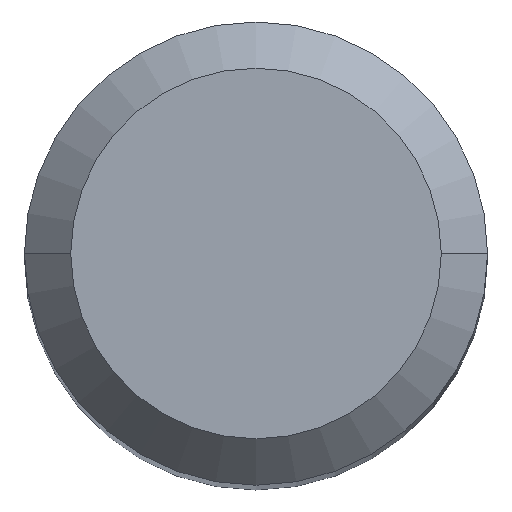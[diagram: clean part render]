
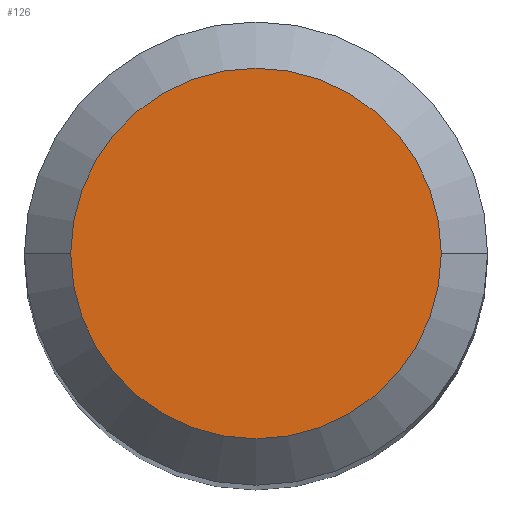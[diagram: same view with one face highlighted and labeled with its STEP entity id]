
A CAD part, top view. The second image highlights one B-rep face of the part: STEP entity #126.
In plain terms, the highlighted planar face has unit normal (0, 0, 1).
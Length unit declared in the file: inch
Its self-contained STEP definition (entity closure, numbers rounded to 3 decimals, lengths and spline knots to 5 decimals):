
#6 = PLANE ( 'NONE',  #37 ) ;
#11 = DIRECTION ( 'NONE',  ( -1., 0., 0. ) ) ;
#29 = EDGE_CURVE ( 'NONE', #446, #317, #469, .T. ) ;
#37 = AXIS2_PLACEMENT_3D ( 'NONE', #231, #77, #11 ) ;
#74 = DIRECTION ( 'NONE',  ( 0., 0., 1. ) ) ;
#77 = DIRECTION ( 'NONE',  ( 0., 0., -1. ) ) ;
#111 = CARTESIAN_POINT ( 'NONE',  ( 0., 0., 0. ) ) ;
#126 = ADVANCED_FACE ( 'NONE', ( #347 ), #6, .F. ) ;
#169 = ORIENTED_EDGE ( 'NONE', *, *, #29, .T. ) ;
#180 = DIRECTION ( 'NONE',  ( 1., 0., 0. ) ) ;
#181 = DIRECTION ( 'NONE',  ( 0., 0., 1. ) ) ;
#231 = CARTESIAN_POINT ( 'NONE',  ( 0., 0., 0. ) ) ;
#263 = CIRCLE ( 'NONE', #486, 0.09448 ) ;
#317 = VERTEX_POINT ( 'NONE', #356 ) ;
#338 = EDGE_LOOP ( 'NONE', ( #169, #399 ) ) ;
#345 = AXIS2_PLACEMENT_3D ( 'NONE', #369, #181, #408 ) ;
#347 = FACE_OUTER_BOUND ( 'NONE', #338, .T. ) ;
#356 = CARTESIAN_POINT ( 'NONE',  ( 0.09448, 0., 0. ) ) ;
#360 = EDGE_CURVE ( 'NONE', #317, #446, #263, .T. ) ;
#369 = CARTESIAN_POINT ( 'NONE',  ( 0., 0., 0. ) ) ;
#399 = ORIENTED_EDGE ( 'NONE', *, *, #360, .T. ) ;
#408 = DIRECTION ( 'NONE',  ( 1., 0., 0. ) ) ;
#445 = CARTESIAN_POINT ( 'NONE',  ( -0.09448, 0., 0. ) ) ;
#446 = VERTEX_POINT ( 'NONE', #445 ) ;
#469 = CIRCLE ( 'NONE', #345, 0.09448 ) ;
#486 = AXIS2_PLACEMENT_3D ( 'NONE', #111, #74, #180 ) ;
